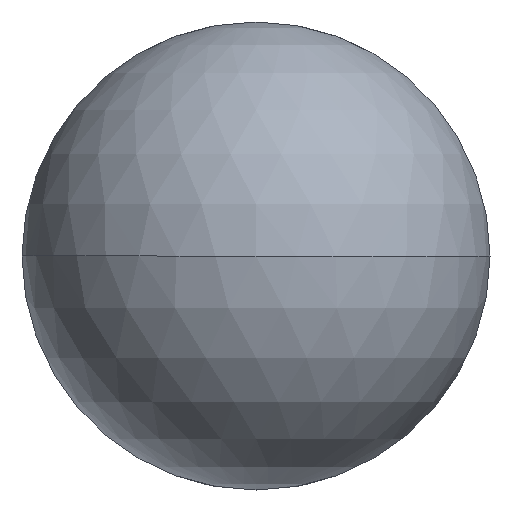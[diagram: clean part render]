
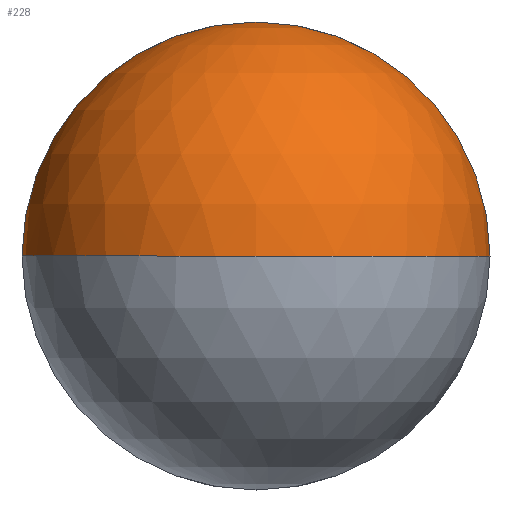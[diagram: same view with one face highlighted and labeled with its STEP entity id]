
A CAD part, front view. The second image highlights one B-rep face of the part: STEP entity #228.
In plain terms, the highlighted spherical face has radius 1.587 mm.
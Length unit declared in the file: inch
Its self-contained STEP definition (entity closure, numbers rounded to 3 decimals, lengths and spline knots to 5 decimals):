
#7 = CARTESIAN_POINT ( 'NONE',  ( 0.0625, 0.0625, 0. ) ) ;
#10 = AXIS2_PLACEMENT_3D ( 'NONE', #302, #252, #162 ) ;
#20 = CIRCLE ( 'NONE', #290, 0.0625 ) ;
#25 = ORIENTED_EDGE ( 'NONE', *, *, #111, .T. ) ;
#29 = DIRECTION ( 'NONE',  ( 1., 0., 0. ) ) ;
#32 = CARTESIAN_POINT ( 'NONE',  ( 0., 0.0625, 0. ) ) ;
#58 = ORIENTED_EDGE ( 'NONE', *, *, #276, .T. ) ;
#59 = VERTEX_POINT ( 'NONE', #70 ) ;
#70 = CARTESIAN_POINT ( 'NONE',  ( -0.0625, 0.0625, 0. ) ) ;
#90 = VERTEX_POINT ( 'NONE', #373 ) ;
#93 = AXIS2_PLACEMENT_3D ( 'NONE', #355, #199, #255 ) ;
#102 = CIRCLE ( 'NONE', #93, 0.0625 ) ;
#111 = EDGE_CURVE ( 'NONE', #349, #59, #20, .T. ) ;
#115 = AXIS2_PLACEMENT_3D ( 'NONE', #296, #143, #208 ) ;
#123 = EDGE_LOOP ( 'NONE', ( #25, #58, #245, #131 ) ) ;
#131 = ORIENTED_EDGE ( 'NONE', *, *, #334, .T. ) ;
#136 = EDGE_CURVE ( 'NONE', #154, #90, #146, .T. ) ;
#143 = DIRECTION ( 'NONE',  ( 0., -1., 0. ) ) ;
#146 = CIRCLE ( 'NONE', #10, 0.0625 ) ;
#154 = VERTEX_POINT ( 'NONE', #7 ) ;
#158 = DIRECTION ( 'NONE',  ( 0., -1., 0. ) ) ;
#161 = DIRECTION ( 'NONE',  ( 0., 0., 1. ) ) ;
#162 = DIRECTION ( 'NONE',  ( -1., 0., 0. ) ) ;
#191 = AXIS2_PLACEMENT_3D ( 'NONE', #268, #161, #29 ) ;
#199 = DIRECTION ( 'NONE',  ( 0., 0., 1. ) ) ;
#208 = DIRECTION ( 'NONE',  ( 0., 0., -1. ) ) ;
#228 = ADVANCED_FACE ( 'NONE', ( #361 ), #319, .T. ) ;
#245 = ORIENTED_EDGE ( 'NONE', *, *, #136, .F. ) ;
#252 = DIRECTION ( 'NONE',  ( 0., 0., -1. ) ) ;
#255 = DIRECTION ( 'NONE',  ( 1., 0., 0. ) ) ;
#268 = CARTESIAN_POINT ( 'NONE',  ( 0., 0.0625, 0. ) ) ;
#269 = DIRECTION ( 'NONE',  ( 0., 0., -1. ) ) ;
#276 = EDGE_CURVE ( 'NONE', #59, #90, #102, .T. ) ;
#290 = AXIS2_PLACEMENT_3D ( 'NONE', #32, #158, #269 ) ;
#296 = CARTESIAN_POINT ( 'NONE',  ( 0., 0.0625, 0. ) ) ;
#302 = CARTESIAN_POINT ( 'NONE',  ( 0., 0.0625, 0. ) ) ;
#319 = SPHERICAL_SURFACE ( 'NONE', #191, 0.0625 ) ;
#334 = EDGE_CURVE ( 'NONE', #154, #349, #364, .T. ) ;
#349 = VERTEX_POINT ( 'NONE', #366 ) ;
#355 = CARTESIAN_POINT ( 'NONE',  ( 0., 0.0625, 0. ) ) ;
#361 = FACE_OUTER_BOUND ( 'NONE', #123, .T. ) ;
#364 = CIRCLE ( 'NONE', #115, 0.0625 ) ;
#366 = CARTESIAN_POINT ( 'NONE',  ( 0., 0.0625, 0.0625 ) ) ;
#373 = CARTESIAN_POINT ( 'NONE',  ( 0., 0., 0. ) ) ;
